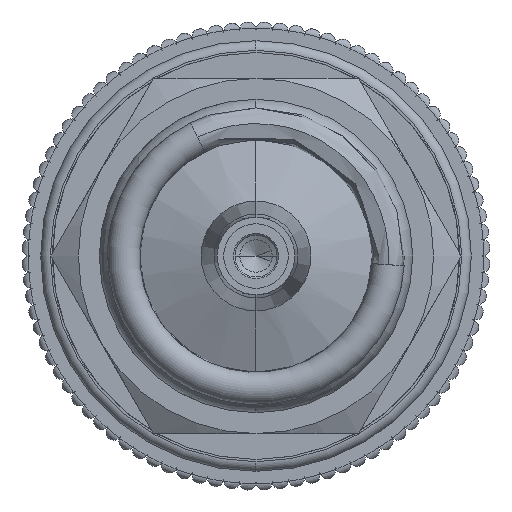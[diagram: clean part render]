
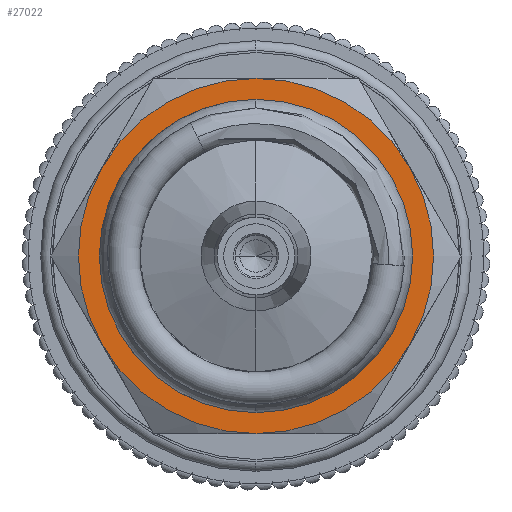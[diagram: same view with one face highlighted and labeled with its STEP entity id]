
A CAD part, left-side view. The second image highlights one B-rep face of the part: STEP entity #27022.
In plain terms, the highlighted planar face has unit normal (-1, 0, 0).
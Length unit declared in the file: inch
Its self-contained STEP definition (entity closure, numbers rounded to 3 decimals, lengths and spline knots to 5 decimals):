
#447 = DIRECTION ( 'NONE',  ( 0., 0., 1. ) ) ;
#837 = AXIS2_PLACEMENT_3D ( 'NONE', #24496, #21278, #24156 ) ;
#975 = PLANE ( 'NONE',  #21956 ) ;
#1057 = VERTEX_POINT ( 'NONE', #31019 ) ;
#1324 = EDGE_CURVE ( 'NONE', #1057, #11937, #34589, .T. ) ;
#1546 = CARTESIAN_POINT ( 'NONE',  ( 0., 0., 0. ) ) ;
#1605 = CARTESIAN_POINT ( 'NONE',  ( 0., 0., 0. ) ) ;
#3049 = CARTESIAN_POINT ( 'NONE',  ( 0., 0., 0. ) ) ;
#3741 = AXIS2_PLACEMENT_3D ( 'NONE', #21931, #8275, #33404 ) ;
#3994 = CIRCLE ( 'NONE', #18331, 0.21654 ) ;
#4358 = FACE_OUTER_BOUND ( 'NONE', #29565, .T. ) ;
#4583 = ORIENTED_EDGE ( 'NONE', *, *, #17361, .T. ) ;
#4735 = EDGE_CURVE ( 'NONE', #5260, #1057, #14941, .T. ) ;
#5260 = VERTEX_POINT ( 'NONE', #27000 ) ;
#6529 = DIRECTION ( 'NONE',  ( -1., 0., 0. ) ) ;
#6605 = EDGE_CURVE ( 'NONE', #15533, #25510, #12701, .T. ) ;
#7020 = CARTESIAN_POINT ( 'NONE',  ( 0., 0., 0.19094 ) ) ;
#7150 = VERTEX_POINT ( 'NONE', #33460 ) ;
#8275 = DIRECTION ( 'NONE',  ( -1., 0., 0. ) ) ;
#8293 = CIRCLE ( 'NONE', #32954, 0.21654 ) ;
#8567 = AXIS2_PLACEMENT_3D ( 'NONE', #3049, #13974, #30484 ) ;
#9642 = ORIENTED_EDGE ( 'NONE', *, *, #28712, .T. ) ;
#9978 = EDGE_LOOP ( 'NONE', ( #16280, #24579 ) ) ;
#10294 = CIRCLE ( 'NONE', #8567, 0.19094 ) ;
#10474 = ORIENTED_EDGE ( 'NONE', *, *, #11902, .T. ) ;
#11515 = AXIS2_PLACEMENT_3D ( 'NONE', #12499, #18061, #19914 ) ;
#11902 = EDGE_CURVE ( 'NONE', #33685, #21093, #8293, .T. ) ;
#11937 = VERTEX_POINT ( 'NONE', #25213 ) ;
#12499 = CARTESIAN_POINT ( 'NONE',  ( 0., 0., 0. ) ) ;
#12701 = CIRCLE ( 'NONE', #17259, 0.19094 ) ;
#13974 = DIRECTION ( 'NONE',  ( -1., 0., 0. ) ) ;
#14941 = CIRCLE ( 'NONE', #11515, 0.21654 ) ;
#14975 = DIRECTION ( 'NONE',  ( 0., 0., 1. ) ) ;
#15533 = VERTEX_POINT ( 'NONE', #19919 ) ;
#16280 = ORIENTED_EDGE ( 'NONE', *, *, #17257, .F. ) ;
#16321 = CIRCLE ( 'NONE', #3741, 0.21654 ) ;
#17257 = EDGE_CURVE ( 'NONE', #25510, #15533, #10294, .T. ) ;
#17259 = AXIS2_PLACEMENT_3D ( 'NONE', #26601, #20857, #35005 ) ;
#17361 = EDGE_CURVE ( 'NONE', #11937, #33685, #3994, .T. ) ;
#17476 = ORIENTED_EDGE ( 'NONE', *, *, #4735, .T. ) ;
#17517 = ORIENTED_EDGE ( 'NONE', *, *, #28014, .T. ) ;
#17582 = CARTESIAN_POINT ( 'NONE',  ( 0., 0.18753, 0.10827 ) ) ;
#17896 = DIRECTION ( 'NONE',  ( -1., 0., 0. ) ) ;
#18061 = DIRECTION ( 'NONE',  ( -1., 0., 0. ) ) ;
#18331 = AXIS2_PLACEMENT_3D ( 'NONE', #1605, #17896, #28859 ) ;
#19914 = DIRECTION ( 'NONE',  ( 0., 0., 1. ) ) ;
#19919 = CARTESIAN_POINT ( 'NONE',  ( 0., 0., -0.19094 ) ) ;
#20857 = DIRECTION ( 'NONE',  ( -1., 0., 0. ) ) ;
#21093 = VERTEX_POINT ( 'NONE', #17582 ) ;
#21278 = DIRECTION ( 'NONE',  ( -1., 0., 0. ) ) ;
#21931 = CARTESIAN_POINT ( 'NONE',  ( 0., 0., 0. ) ) ;
#21956 = AXIS2_PLACEMENT_3D ( 'NONE', #23582, #34504, #28592 ) ;
#23582 = CARTESIAN_POINT ( 'NONE',  ( 0., 0., 0. ) ) ;
#24156 = DIRECTION ( 'NONE',  ( 0., 0., 1. ) ) ;
#24496 = CARTESIAN_POINT ( 'NONE',  ( 0., 0., 0. ) ) ;
#24579 = ORIENTED_EDGE ( 'NONE', *, *, #6605, .F. ) ;
#25213 = CARTESIAN_POINT ( 'NONE',  ( 0., -0.18753, 0.10827 ) ) ;
#25471 = CIRCLE ( 'NONE', #837, 0.21654 ) ;
#25510 = VERTEX_POINT ( 'NONE', #7020 ) ;
#26601 = CARTESIAN_POINT ( 'NONE',  ( 0., 0., 0. ) ) ;
#27000 = CARTESIAN_POINT ( 'NONE',  ( 0., 0., -0.21654 ) ) ;
#27022 = ADVANCED_FACE ( 'NONE', ( #28774, #4358 ), #975, .F. ) ;
#27891 = CARTESIAN_POINT ( 'NONE',  ( 0., 0., 0. ) ) ;
#28014 = EDGE_CURVE ( 'NONE', #21093, #7150, #25471, .T. ) ;
#28592 = DIRECTION ( 'NONE',  ( 0., 0., -1. ) ) ;
#28712 = EDGE_CURVE ( 'NONE', #7150, #5260, #16321, .T. ) ;
#28774 = FACE_BOUND ( 'NONE', #9978, .T. ) ;
#28859 = DIRECTION ( 'NONE',  ( 0., 0., 1. ) ) ;
#29565 = EDGE_LOOP ( 'NONE', ( #9642, #17476, #31350, #4583, #10474, #17517 ) ) ;
#30010 = AXIS2_PLACEMENT_3D ( 'NONE', #1546, #6529, #14975 ) ;
#30484 = DIRECTION ( 'NONE',  ( 0., 0., -1. ) ) ;
#30587 = DIRECTION ( 'NONE',  ( -1., 0., 0. ) ) ;
#31019 = CARTESIAN_POINT ( 'NONE',  ( 0., -0.18753, -0.10827 ) ) ;
#31350 = ORIENTED_EDGE ( 'NONE', *, *, #1324, .T. ) ;
#31655 = CARTESIAN_POINT ( 'NONE',  ( 0., 0., 0.21654 ) ) ;
#32954 = AXIS2_PLACEMENT_3D ( 'NONE', #27891, #30587, #447 ) ;
#33404 = DIRECTION ( 'NONE',  ( 0., 0., 1. ) ) ;
#33460 = CARTESIAN_POINT ( 'NONE',  ( 0., 0.18753, -0.10827 ) ) ;
#33685 = VERTEX_POINT ( 'NONE', #31655 ) ;
#34504 = DIRECTION ( 'NONE',  ( 1., 0., 0. ) ) ;
#34589 = CIRCLE ( 'NONE', #30010, 0.21654 ) ;
#35005 = DIRECTION ( 'NONE',  ( 0., 0., -1. ) ) ;
